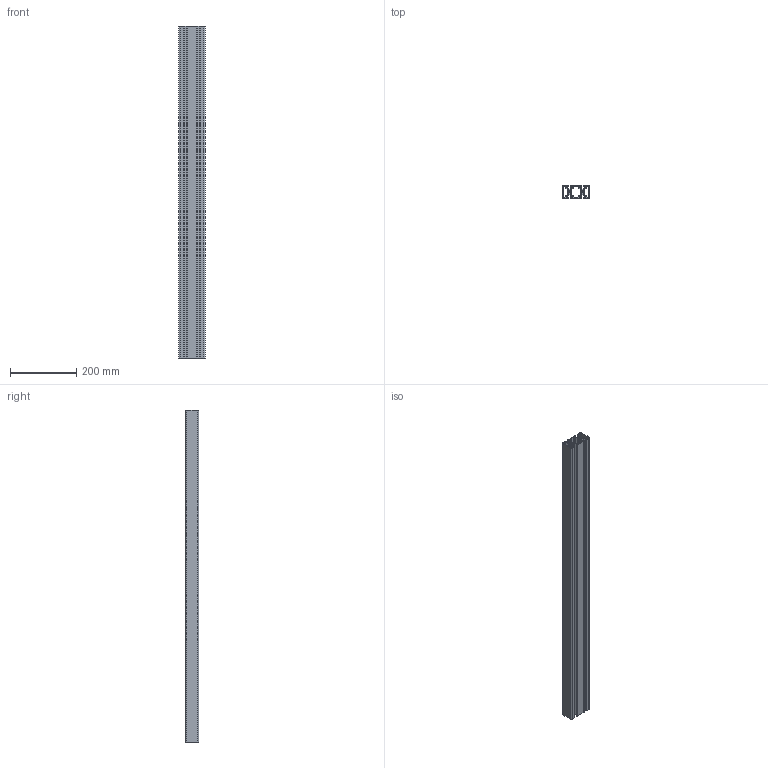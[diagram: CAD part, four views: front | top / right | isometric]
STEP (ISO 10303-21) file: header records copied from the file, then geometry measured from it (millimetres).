
FILE_DESCRIPTION(/* description */ (''),/* implementation_level */ '2;1');
FILE_NAME(/* name */ '10098_KriTec_Profil_8_80x40_2N_180_Eco.stp',/* time_stamp */ '2014-08-29T08:38:33+02:00',/* author */ ('kostic'),/* organization */ (''),/* preprocessor_version */ 'ST-DEVELOPER v15.2',/* originating_system */ 'Autodesk Inventor 2014',/* authorisation */ '');
FILE_SCHEMA (('AUTOMOTIVE_DESIGN { 1 0 10303 214 3 1 1 }'));
Length unit declared in the file: millimetre
Products named in the file (1): 10098_KriTec_Profil_8_80x40_2N_180_Eco
Bounding box: 80 x 40 x 1000 mm (x, y, z)
Volume: 863813.3 mm3; surface area: 762482.6 mm2
Topology: 1 solids, 1 shells, 244 faces, 726 edges, 484 vertices
Faces by surface type: plane 174, cylinder 70
Full cylindrical faces by diameter (mm): 6.8 x2
Entity records: 8181 total; most frequent: CARTESIAN_POINT 1453, ORIENTED_EDGE 1448, DIRECTION 1354, EDGE_CURVE 724, LINE 584, VECTOR 584, VERTEX_POINT 484, AXIS2_PLACEMENT_3D 385
